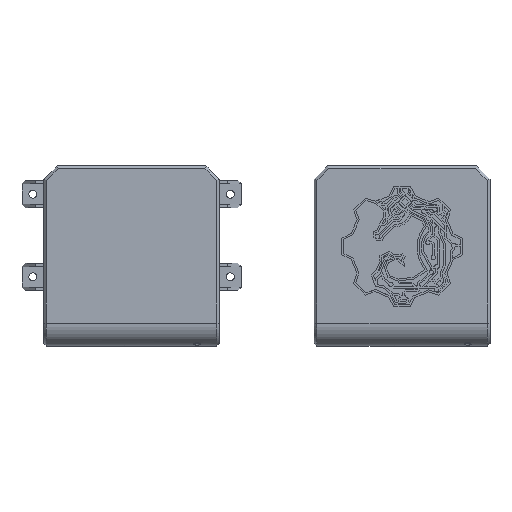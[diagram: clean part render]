
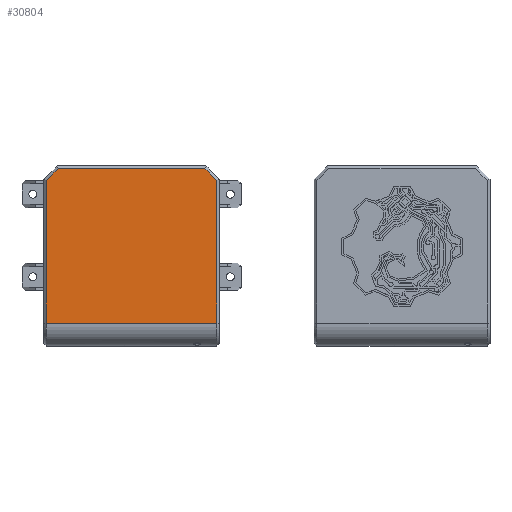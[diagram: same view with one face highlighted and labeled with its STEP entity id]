
A CAD part, top view. The second image highlights one B-rep face of the part: STEP entity #30804.
In plain terms, the highlighted planar face has unit normal (0, 0, 1).
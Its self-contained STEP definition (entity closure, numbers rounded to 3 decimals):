
#1285=FACE_OUTER_BOUND('',#2942,.T.);
#2942=EDGE_LOOP('',(#21916,#21917,#21918,#21919,#21920,#21921));
#5225=LINE('',#44462,#9228);
#5231=LINE('',#44475,#9234);
#5234=LINE('',#44481,#9237);
#5237=LINE('',#44487,#9240);
#5239=LINE('',#44490,#9242);
#5240=LINE('',#44495,#9243);
#9228=VECTOR('',#36190,10.);
#9234=VECTOR('',#36198,10.);
#9237=VECTOR('',#36203,10.);
#9240=VECTOR('',#36212,10.);
#9242=VECTOR('',#36216,10.);
#9243=VECTOR('',#36225,10.);
#12999=VERTEX_POINT('',#44460);
#13000=VERTEX_POINT('',#44461);
#13005=VERTEX_POINT('',#44472);
#13006=VERTEX_POINT('',#44474);
#13007=VERTEX_POINT('',#44478);
#13008=VERTEX_POINT('',#44480);
#16332=EDGE_CURVE('',#12999,#13000,#5225,.T.);
#16338=EDGE_CURVE('',#13005,#13006,#5231,.T.);
#16341=EDGE_CURVE('',#13007,#13008,#5234,.T.);
#16345=EDGE_CURVE('',#13008,#13005,#5237,.T.);
#16347=EDGE_CURVE('',#13006,#12999,#5239,.T.);
#16350=EDGE_CURVE('',#13007,#13000,#5240,.T.);
#21916=ORIENTED_EDGE('',*,*,#16332,.F.);
#21917=ORIENTED_EDGE('',*,*,#16347,.F.);
#21918=ORIENTED_EDGE('',*,*,#16338,.F.);
#21919=ORIENTED_EDGE('',*,*,#16345,.F.);
#21920=ORIENTED_EDGE('',*,*,#16341,.F.);
#21921=ORIENTED_EDGE('',*,*,#16350,.T.);
#29003=PLANE('',#32624);
#30804=ADVANCED_FACE('',(#1285),#29003,.T.);
#32624=AXIS2_PLACEMENT_3D('',#44494,#36223,#36224);
#36190=DIRECTION('',(0.,-1.,0.));
#36198=DIRECTION('',(1.,0.,0.));
#36203=DIRECTION('',(0.,1.,0.));
#36212=DIRECTION('',(0.707,0.707,0.));
#36216=DIRECTION('',(0.707,-0.707,0.));
#36223=DIRECTION('center_axis',(0.,0.,1.));
#36224=DIRECTION('ref_axis',(0.,-1.,0.));
#36225=DIRECTION('',(1.,0.,0.));
#44460=CARTESIAN_POINT('',(64.,63.688,18.499));
#44461=CARTESIAN_POINT('',(64.,11.004,18.499));
#44462=CARTESIAN_POINT('',(64.,52.455,18.499));
#44472=CARTESIAN_POINT('',(5.414,68.102,18.499));
#44474=CARTESIAN_POINT('',(59.586,68.102,18.499));
#44475=CARTESIAN_POINT('',(0.,68.102,18.499));
#44478=CARTESIAN_POINT('',(1.,11.004,18.499));
#44480=CARTESIAN_POINT('',(1.,63.688,18.499));
#44481=CARTESIAN_POINT('',(1.,52.455,18.499));
#44487=CARTESIAN_POINT('',(3.212,65.9,18.499));
#44490=CARTESIAN_POINT('',(45.538,82.15,18.499));
#44494=CARTESIAN_POINT('Origin',(0.,69.102,18.499));
#44495=CARTESIAN_POINT('',(0.,11.004,18.499));
